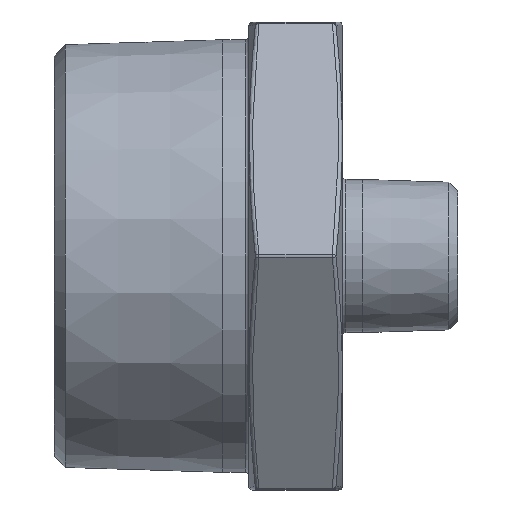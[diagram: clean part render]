
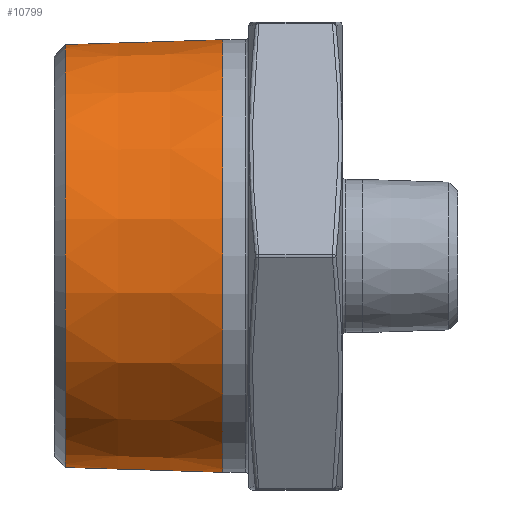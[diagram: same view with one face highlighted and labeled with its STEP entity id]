
A CAD part, front view. The second image highlights one B-rep face of the part: STEP entity #10799.
In plain terms, the highlighted conical face has half-angle 1.79 degrees and reference radius 29.807 mm.
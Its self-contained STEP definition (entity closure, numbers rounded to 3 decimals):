
#228 = CARTESIAN_POINT ( 'NONE',  ( 15.9, 0., 0. ) ) ;
#354 = CARTESIAN_POINT ( 'NONE',  ( 23.4, 0., 0. ) ) ;
#1189 = FACE_BOUND ( 'NONE', #2129, .T. ) ;
#1563 = DIRECTION ( 'NONE',  ( 1., 0., 0. ) ) ;
#1782 = CARTESIAN_POINT ( 'NONE',  ( 1.478, 0., 0. ) ) ;
#2102 = VERTEX_POINT ( 'NONE', #4206 ) ;
#2129 = EDGE_LOOP ( 'NONE', ( #5467 ) ) ;
#2973 = CIRCLE ( 'NONE', #13620, 29.356 ) ;
#4206 = CARTESIAN_POINT ( 'NONE',  ( 23.4, 0., 30.041 ) ) ;
#5467 = ORIENTED_EDGE ( 'NONE', *, *, #9645, .T. ) ;
#5677 = DIRECTION ( 'NONE',  ( 1., 0., 0. ) ) ;
#5992 = DIRECTION ( 'NONE',  ( 0., 0., 1. ) ) ;
#7003 = EDGE_CURVE ( 'NONE', #2102, #2102, #10017, .T. ) ;
#7274 = DIRECTION ( 'NONE',  ( 0., 0., 1. ) ) ;
#7760 = EDGE_LOOP ( 'NONE', ( #11140 ) ) ;
#8128 = DIRECTION ( 'NONE',  ( -1., 0., 0. ) ) ;
#8967 = DIRECTION ( 'NONE',  ( 0., 0., -1. ) ) ;
#9521 = CONICAL_SURFACE ( 'NONE', #12493, 29.807, 0.031 ) ;
#9645 = EDGE_CURVE ( 'NONE', #13263, #13263, #2973, .T. ) ;
#10017 = CIRCLE ( 'NONE', #13223, 30.041 ) ;
#10799 = ADVANCED_FACE ( 'NONE', ( #1189, #13498 ), #9521, .T. ) ;
#11034 = CARTESIAN_POINT ( 'NONE',  ( 1.478, 0., 29.356 ) ) ;
#11140 = ORIENTED_EDGE ( 'NONE', *, *, #7003, .T. ) ;
#12493 = AXIS2_PLACEMENT_3D ( 'NONE', #228, #5677, #8967 ) ;
#13223 = AXIS2_PLACEMENT_3D ( 'NONE', #354, #8128, #7274 ) ;
#13263 = VERTEX_POINT ( 'NONE', #11034 ) ;
#13498 = FACE_OUTER_BOUND ( 'NONE', #7760, .T. ) ;
#13620 = AXIS2_PLACEMENT_3D ( 'NONE', #1782, #1563, #5992 ) ;
